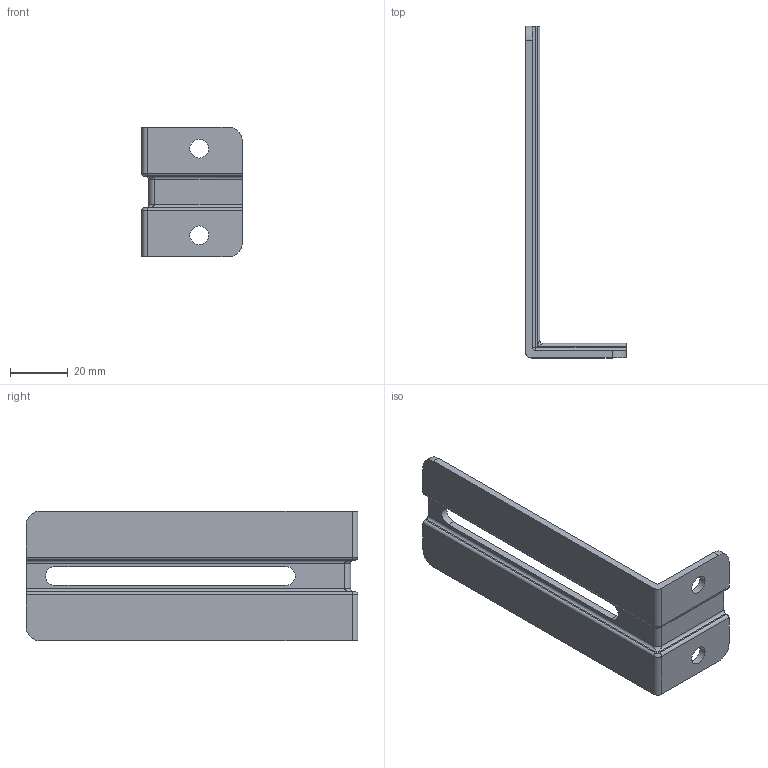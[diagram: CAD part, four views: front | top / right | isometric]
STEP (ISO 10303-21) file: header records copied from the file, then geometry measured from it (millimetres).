
FILE_DESCRIPTION(/* description */ (''),/* implementation_level */ '2;1');
FILE_NAME(/* name */ '7153.stp',/* time_stamp */ '2019-09-04T16:52:11+02:00',/* author */ ('Giuliano'),/* organization */ (''),/* preprocessor_version */ 'ST-DEVELOPER v17.2',/* originating_system */ 'Autodesk Inventor 2019',/* authorisation */ '');
FILE_SCHEMA (('AUTOMOTIVE_DESIGN { 1 0 10303 214 3 1 1 }'));
Length unit declared in the file: millimetre
Products named in the file (1): Pièce1
Bounding box: 35 x 115 x 45 mm (x, y, z)
Volume: 16250.5 mm3; surface area: 14271.7 mm2
Topology: 1 solids, 1 shells, 60 faces, 156 edges, 94 vertices
Faces by surface type: cylinder 30, plane 22, bspline 6, sphere 2
Full cylindrical faces by diameter (mm): 6.5 x2
Entity records: 2036 total; most frequent: CARTESIAN_POINT 439, DIRECTION 324, ORIENTED_EDGE 304, EDGE_CURVE 152, AXIS2_PLACEMENT_3D 117, VERTEX_POINT 94, LINE 90, VECTOR 90
